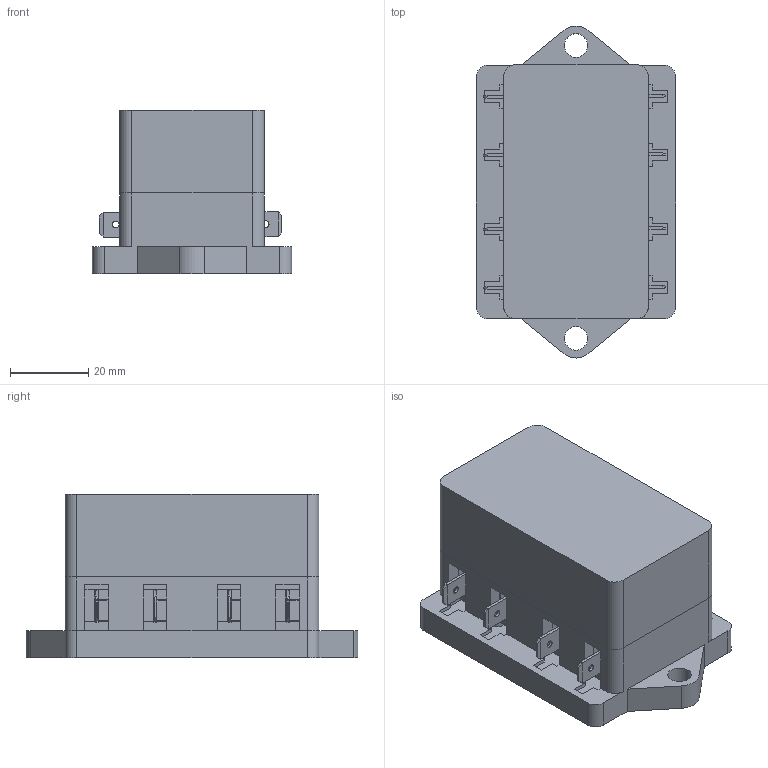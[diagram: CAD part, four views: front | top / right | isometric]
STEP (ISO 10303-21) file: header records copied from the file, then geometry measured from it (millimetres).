
FILE_DESCRIPTION(/* description */ (''),/* implementation_level */ '2;1');
FILE_NAME(/* name */ '4 way Fuse holder v12 v2.step',/* time_stamp */ '2018-05-05T12:25:34+10:00',/* author */ ('asoulby'),/* organization */ (''),/* preprocessor_version */ 'ST-DEVELOPER v17',/* originating_system */ 'Autodesk Translation Framework v7.1.0.215',/* authorisation */ '');
FILE_SCHEMA (('AUTOMOTIVE_DESIGN { 1 0 10303 214 3 1 1 }'));
Length unit declared in the file: millimetre
Products named in the file (7): 4 way Fuse holder v12; 4 way fuse holder; bottom cover; Clear lid; Fuse holder lid; Body of fuse blade; Blade
Assembly tree (19 placements, depth 2):
  4 way Fuse holder v12
    Blade  x8
    Body of fuse blade  x4
    Fuse holder lid  x4
    4 way fuse holder
    bottom cover
    Clear lid
Bounding box: 51.1 x 85.1 x 42 mm (x, y, z)
Volume: 65698.9 mm3; surface area: 67194.9 mm2
Topology: 43 solids, 43 shells, 1308 faces, 3419 edges, 2234 vertices
Faces by surface type: plane 1030, cylinder 278
Full cylindrical faces by diameter (mm): 1.75 x8, 2.5 x48, 4 x14, 6 x2
Entity records: 14990 total; most frequent: CARTESIAN_POINT 2610, ORIENTED_EDGE 2552, DIRECTION 2420, EDGE_CURVE 1276, LINE 1112, VECTOR 1112, VERTEX_POINT 844, AXIS2_PLACEMENT_3D 654
